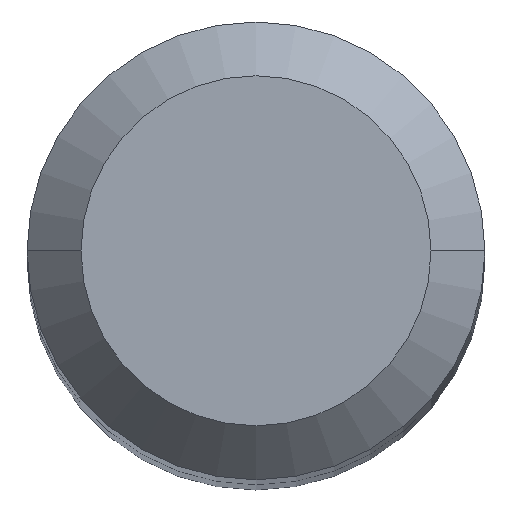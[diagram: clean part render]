
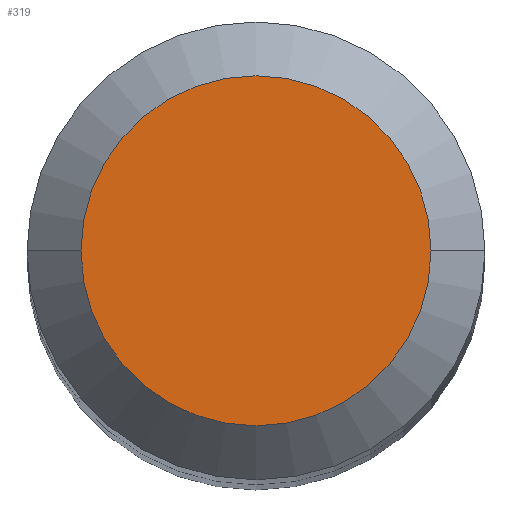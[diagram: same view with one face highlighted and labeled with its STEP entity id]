
A CAD part, top view. The second image highlights one B-rep face of the part: STEP entity #319.
In plain terms, the highlighted planar face has unit normal (0, 0, 1).
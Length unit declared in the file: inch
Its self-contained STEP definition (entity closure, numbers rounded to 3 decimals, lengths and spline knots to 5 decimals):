
#11 = AXIS2_PLACEMENT_3D ( 'NONE', #67, #185, #176 ) ;
#13 = ORIENTED_EDGE ( 'NONE', *, *, #101, .T. ) ;
#41 = EDGE_LOOP ( 'NONE', ( #75, #13 ) ) ;
#58 = CARTESIAN_POINT ( 'NONE',  ( 0.10155, 0., 0. ) ) ;
#67 = CARTESIAN_POINT ( 'NONE',  ( 0., 0., 0. ) ) ;
#72 = CIRCLE ( 'NONE', #11, 0.10155 ) ;
#75 = ORIENTED_EDGE ( 'NONE', *, *, #164, .T. ) ;
#101 = EDGE_CURVE ( 'NONE', #132, #251, #245, .T. ) ;
#114 = PLANE ( 'NONE',  #277 ) ;
#132 = VERTEX_POINT ( 'NONE', #58 ) ;
#141 = DIRECTION ( 'NONE',  ( 0., 0., -1. ) ) ;
#164 = EDGE_CURVE ( 'NONE', #251, #132, #72, .T. ) ;
#176 = DIRECTION ( 'NONE',  ( 1., 0., 0. ) ) ;
#185 = DIRECTION ( 'NONE',  ( 0., 0., 1. ) ) ;
#210 = CARTESIAN_POINT ( 'NONE',  ( 0., 0., 0. ) ) ;
#215 = DIRECTION ( 'NONE',  ( 0., 0., 1. ) ) ;
#245 = CIRCLE ( 'NONE', #343, 0.10155 ) ;
#251 = VERTEX_POINT ( 'NONE', #324 ) ;
#277 = AXIS2_PLACEMENT_3D ( 'NONE', #348, #141, #344 ) ;
#319 = ADVANCED_FACE ( 'NONE', ( #372 ), #114, .F. ) ;
#324 = CARTESIAN_POINT ( 'NONE',  ( -0.10155, 0., 0. ) ) ;
#336 = DIRECTION ( 'NONE',  ( 1., 0., 0. ) ) ;
#343 = AXIS2_PLACEMENT_3D ( 'NONE', #210, #215, #336 ) ;
#344 = DIRECTION ( 'NONE',  ( -1., 0., 0. ) ) ;
#348 = CARTESIAN_POINT ( 'NONE',  ( 0., 0., 0. ) ) ;
#372 = FACE_OUTER_BOUND ( 'NONE', #41, .T. ) ;
